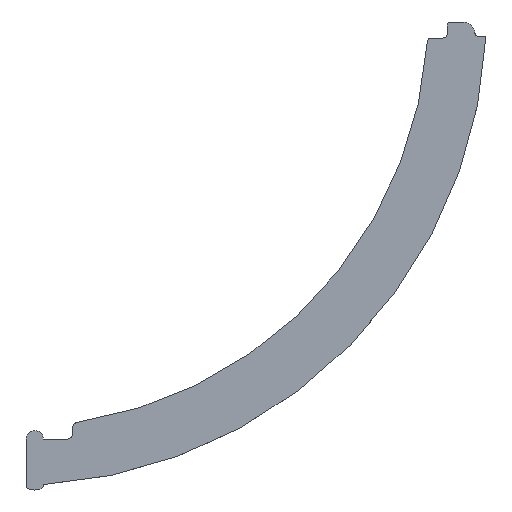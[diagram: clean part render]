
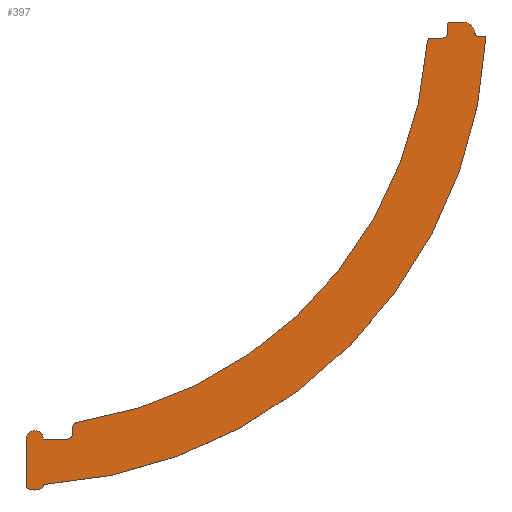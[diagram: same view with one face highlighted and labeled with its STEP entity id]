
A CAD part, top view. The second image highlights one B-rep face of the part: STEP entity #397.
In plain terms, the highlighted planar face has unit normal (0, 0, 1).
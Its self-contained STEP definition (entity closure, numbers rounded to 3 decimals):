
#17=ELLIPSE('',#457,1.5,0.75);
#26=PLANE('',#464);
#47=FACE_OUTER_BOUND('',#68,.T.);
#68=EDGE_LOOP('',(#347,#348,#349,#350,#351,#352,#353,#354,#355,#356,#357,
#358,#359,#360,#361,#362,#363,#364,#365));
#73=LINE('',#603,#106);
#83=LINE('',#650,#116);
#88=LINE('',#663,#121);
#89=LINE('',#665,#122);
#95=LINE('',#683,#128);
#100=LINE('',#714,#133);
#101=LINE('',#716,#134);
#106=VECTOR('',#479,10.);
#116=VECTOR('',#523,10.);
#121=VECTOR('',#538,10.);
#122=VECTOR('',#541,10.);
#128=VECTOR('',#561,10.);
#133=VECTOR('',#582,10.);
#134=VECTOR('',#585,10.);
#135=CIRCLE('',#422,0.5);
#147=CIRCLE('',#438,2.);
#148=CIRCLE('',#440,0.75);
#149=CIRCLE('',#443,0.75);
#150=CIRCLE('',#445,0.75);
#151=CIRCLE('',#449,71.);
#152=CIRCLE('',#451,1.);
#153=CIRCLE('',#453,1.);
#154=CIRCLE('',#456,1.5);
#155=CIRCLE('',#459,81.);
#156=CIRCLE('',#461,81.);
#157=VERTEX_POINT('',#590);
#158=VERTEX_POINT('',#591);
#162=VERTEX_POINT('',#601);
#179=VERTEX_POINT('',#639);
#180=VERTEX_POINT('',#640);
#181=VERTEX_POINT('',#645);
#182=VERTEX_POINT('',#649);
#183=VERTEX_POINT('',#653);
#184=VERTEX_POINT('',#657);
#185=VERTEX_POINT('',#659);
#186=VERTEX_POINT('',#667);
#187=VERTEX_POINT('',#671);
#188=VERTEX_POINT('',#675);
#189=VERTEX_POINT('',#677);
#190=VERTEX_POINT('',#681);
#191=VERTEX_POINT('',#685);
#192=VERTEX_POINT('',#702);
#193=VERTEX_POINT('',#704);
#194=VERTEX_POINT('',#710);
#195=EDGE_CURVE('',#157,#158,#135,.T.);
#201=EDGE_CURVE('',#157,#162,#73,.T.);
#219=EDGE_CURVE('',#179,#180,#147,.T.);
#222=EDGE_CURVE('',#180,#181,#148,.T.);
#224=EDGE_CURVE('',#182,#181,#83,.T.);
#226=EDGE_CURVE('',#183,#162,#149,.T.);
#229=EDGE_CURVE('',#184,#185,#150,.T.);
#231=EDGE_CURVE('',#183,#185,#88,.T.);
#232=EDGE_CURVE('',#179,#158,#89,.T.);
#234=EDGE_CURVE('',#184,#186,#151,.T.);
#235=EDGE_CURVE('',#187,#186,#152,.T.);
#238=EDGE_CURVE('',#188,#189,#153,.T.);
#241=EDGE_CURVE('',#188,#190,#95,.T.);
#243=EDGE_CURVE('',#190,#191,#154,.T.);
#246=EDGE_CURVE('',#192,#193,#17,.T.);
#247=EDGE_CURVE('',#193,#182,#155,.T.);
#248=EDGE_CURVE('',#194,#192,#156,.T.);
#250=EDGE_CURVE('',#187,#189,#100,.T.);
#251=EDGE_CURVE('',#191,#194,#101,.T.);
#347=ORIENTED_EDGE('',*,*,#195,.F.);
#348=ORIENTED_EDGE('',*,*,#201,.T.);
#349=ORIENTED_EDGE('',*,*,#226,.F.);
#350=ORIENTED_EDGE('',*,*,#231,.T.);
#351=ORIENTED_EDGE('',*,*,#229,.F.);
#352=ORIENTED_EDGE('',*,*,#234,.T.);
#353=ORIENTED_EDGE('',*,*,#235,.F.);
#354=ORIENTED_EDGE('',*,*,#250,.T.);
#355=ORIENTED_EDGE('',*,*,#238,.F.);
#356=ORIENTED_EDGE('',*,*,#241,.T.);
#357=ORIENTED_EDGE('',*,*,#243,.T.);
#358=ORIENTED_EDGE('',*,*,#251,.T.);
#359=ORIENTED_EDGE('',*,*,#248,.T.);
#360=ORIENTED_EDGE('',*,*,#246,.T.);
#361=ORIENTED_EDGE('',*,*,#247,.T.);
#362=ORIENTED_EDGE('',*,*,#224,.T.);
#363=ORIENTED_EDGE('',*,*,#222,.F.);
#364=ORIENTED_EDGE('',*,*,#219,.F.);
#365=ORIENTED_EDGE('',*,*,#232,.T.);
#397=ADVANCED_FACE('',(#47),#26,.T.);
#422=AXIS2_PLACEMENT_3D('',#592,#469,#470);
#438=AXIS2_PLACEMENT_3D('',#641,#512,#513);
#440=AXIS2_PLACEMENT_3D('',#646,#518,#519);
#443=AXIS2_PLACEMENT_3D('',#654,#527,#528);
#445=AXIS2_PLACEMENT_3D('',#660,#533,#534);
#449=AXIS2_PLACEMENT_3D('',#669,#545,#546);
#451=AXIS2_PLACEMENT_3D('',#672,#549,#550);
#453=AXIS2_PLACEMENT_3D('',#678,#555,#556);
#456=AXIS2_PLACEMENT_3D('',#687,#565,#566);
#457=AXIS2_PLACEMENT_3D('',#706,#569,#570);
#459=AXIS2_PLACEMENT_3D('',#708,#573,#574);
#461=AXIS2_PLACEMENT_3D('',#711,#577,#578);
#464=AXIS2_PLACEMENT_3D('',#717,#586,#587);
#469=DIRECTION('center_axis',(0.,0.,-1.));
#470=DIRECTION('ref_axis',(-0.707,0.707,0.));
#479=DIRECTION('',(0.,-1.,0.));
#512=DIRECTION('center_axis',(0.,0.,-1.));
#513=DIRECTION('ref_axis',(0.,-1.,0.));
#518=DIRECTION('center_axis',(0.,0.,1.));
#519=DIRECTION('ref_axis',(-0.707,-0.707,0.));
#523=DIRECTION('',(-1.,0.,0.));
#527=DIRECTION('center_axis',(0.,0.,1.));
#528=DIRECTION('ref_axis',(0.707,-0.707,0.));
#533=DIRECTION('center_axis',(0.,0.,-1.));
#534=DIRECTION('ref_axis',(-0.682,0.731,0.));
#538=DIRECTION('',(-1.,0.,0.));
#541=DIRECTION('',(-1.,0.,0.));
#545=DIRECTION('center_axis',(0.,0.,-1.));
#546=DIRECTION('ref_axis',(-0.141,0.99,0.));
#549=DIRECTION('center_axis',(0.,0.,-1.));
#550=DIRECTION('ref_axis',(-0.759,0.651,0.));
#555=DIRECTION('center_axis',(0.,0.,1.));
#556=DIRECTION('ref_axis',(0.707,-0.707,0.));
#561=DIRECTION('',(-1.,0.,0.));
#565=DIRECTION('center_axis',(0.,0.,1.));
#566=DIRECTION('ref_axis',(1.,0.,0.));
#569=DIRECTION('center_axis',(0.,0.,1.));
#570=DIRECTION('ref_axis',(1.,0.,0.));
#573=DIRECTION('center_axis',(0.,0.,1.));
#574=DIRECTION('ref_axis',(0.025,-1.,0.));
#577=DIRECTION('center_axis',(0.,0.,1.));
#578=DIRECTION('ref_axis',(0.025,-1.,0.));
#582=DIRECTION('',(0.,-1.,0.));
#585=DIRECTION('',(0.,-1.,0.));
#586=DIRECTION('center_axis',(0.,0.,1.));
#587=DIRECTION('ref_axis',(1.,0.,0.));
#590=CARTESIAN_POINT('',(74.254,-2.,3.));
#591=CARTESIAN_POINT('',(74.754,-1.5,3.));
#592=CARTESIAN_POINT('Origin',(74.754,-2.,3.));
#601=CARTESIAN_POINT('',(74.254,-3.5,3.));
#603=CARTESIAN_POINT('',(74.254,-21.369,3.));
#639=CARTESIAN_POINT('',(76.997,-1.5,3.));
#640=CARTESIAN_POINT('',(78.989,-3.318,3.));
#641=CARTESIAN_POINT('Origin',(76.997,-3.5,3.));
#645=CARTESIAN_POINT('',(79.736,-4.,3.));
#646=CARTESIAN_POINT('Origin',(79.736,-3.25,3.));
#649=CARTESIAN_POINT('',(80.901,-4.,3.));
#650=CARTESIAN_POINT('',(61.197,-4.,3.));
#653=CARTESIAN_POINT('',(73.504,-4.25,3.));
#654=CARTESIAN_POINT('Origin',(73.504,-3.5,3.));
#657=CARTESIAN_POINT('',(70.827,-4.948,3.));
#659=CARTESIAN_POINT('',(71.576,-4.25,3.));
#660=CARTESIAN_POINT('Origin',(71.576,-5.,3.));
#663=CARTESIAN_POINT('',(57.874,-4.25,3.));
#665=CARTESIAN_POINT('',(80.986,-1.5,3.));
#667=CARTESIAN_POINT('',(10.847,-70.167,3.));
#669=CARTESIAN_POINT('Origin',(0.,0.,3.));
#671=CARTESIAN_POINT('',(10.,-71.155,3.));
#672=CARTESIAN_POINT('Origin',(11.,-71.155,3.));
#675=CARTESIAN_POINT('',(9.,-73.075,3.));
#677=CARTESIAN_POINT('',(10.,-72.075,3.));
#678=CARTESIAN_POINT('Origin',(9.,-72.075,3.));
#681=CARTESIAN_POINT('',(5.,-73.075,3.));
#683=CARTESIAN_POINT('',(10.,-73.075,3.));
#685=CARTESIAN_POINT('',(2.,-73.075,3.));
#687=CARTESIAN_POINT('Origin',(3.5,-73.075,3.));
#702=CARTESIAN_POINT('',(2.003,-80.975,3.));
#704=CARTESIAN_POINT('',(4.958,-80.848,3.));
#706=CARTESIAN_POINT('Origin',(3.5,-81.025,3.));
#708=CARTESIAN_POINT('Origin',(0.,0.,3.));
#710=CARTESIAN_POINT('',(2.,-80.975,3.));
#711=CARTESIAN_POINT('Origin',(0.,0.,3.));
#714=CARTESIAN_POINT('',(10.,-70.292,3.));
#716=CARTESIAN_POINT('',(2.,-73.075,3.));
#717=CARTESIAN_POINT('Origin',(41.493,-41.238,3.));
